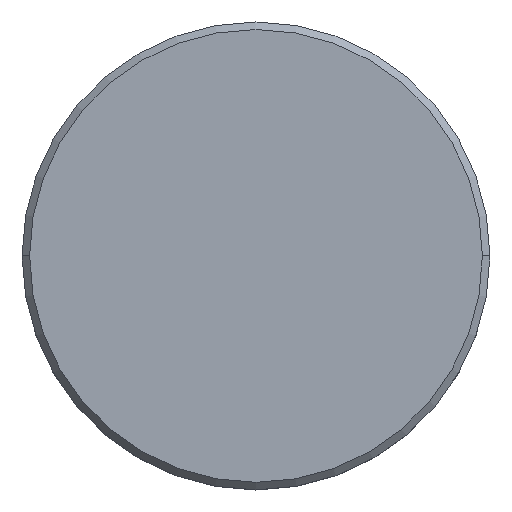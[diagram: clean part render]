
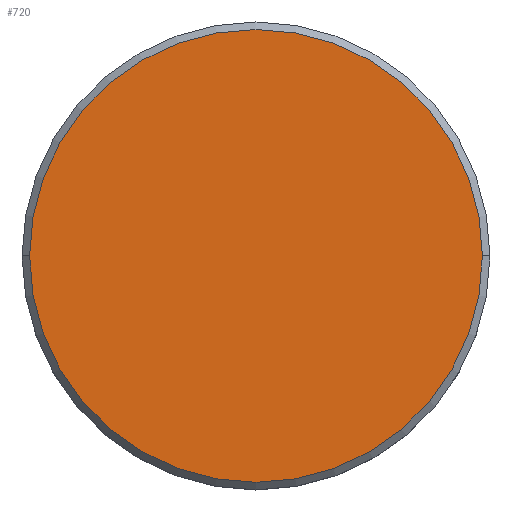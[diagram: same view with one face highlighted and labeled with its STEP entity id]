
A CAD part, top view. The second image highlights one B-rep face of the part: STEP entity #720.
In plain terms, the highlighted planar face has unit normal (0, 0, 1).
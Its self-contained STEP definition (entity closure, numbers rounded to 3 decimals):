
#30 = EDGE_CURVE ( 'NONE', #252, #283, #413, .T. ) ;
#81 = DIRECTION ( 'NONE',  ( 0., 0., 1. ) ) ;
#204 = EDGE_CURVE ( 'NONE', #283, #252, #654, .T. ) ;
#214 = DIRECTION ( 'NONE',  ( 1., 0., 0. ) ) ;
#221 = ORIENTED_EDGE ( 'NONE', *, *, #204, .T. ) ;
#252 = VERTEX_POINT ( 'NONE', #715 ) ;
#283 = VERTEX_POINT ( 'NONE', #317 ) ;
#295 = EDGE_LOOP ( 'NONE', ( #221, #711 ) ) ;
#317 = CARTESIAN_POINT ( 'NONE',  ( -15., 0., 0. ) ) ;
#349 = DIRECTION ( 'NONE',  ( 0., 0., 1. ) ) ;
#413 = CIRCLE ( 'NONE', #924, 15. ) ;
#440 = CARTESIAN_POINT ( 'NONE',  ( 0., 0., 0. ) ) ;
#496 = CARTESIAN_POINT ( 'NONE',  ( 0., 0., 0. ) ) ;
#612 = AXIS2_PLACEMENT_3D ( 'NONE', #496, #1137, #214 ) ;
#654 = CIRCLE ( 'NONE', #612, 15. ) ;
#711 = ORIENTED_EDGE ( 'NONE', *, *, #30, .T. ) ;
#715 = CARTESIAN_POINT ( 'NONE',  ( 15., 0., 0. ) ) ;
#720 = ADVANCED_FACE ( 'NONE', ( #989 ), #1165, .T. ) ;
#731 = DIRECTION ( 'NONE',  ( 1., 0., 0. ) ) ;
#921 = DIRECTION ( 'NONE',  ( 1., 0., 0. ) ) ;
#924 = AXIS2_PLACEMENT_3D ( 'NONE', #440, #81, #731 ) ;
#989 = FACE_OUTER_BOUND ( 'NONE', #295, .T. ) ;
#1110 = AXIS2_PLACEMENT_3D ( 'NONE', #1178, #349, #921 ) ;
#1137 = DIRECTION ( 'NONE',  ( 0., 0., 1. ) ) ;
#1165 = PLANE ( 'NONE',  #1110 ) ;
#1178 = CARTESIAN_POINT ( 'NONE',  ( 0., 0., 0. ) ) ;
